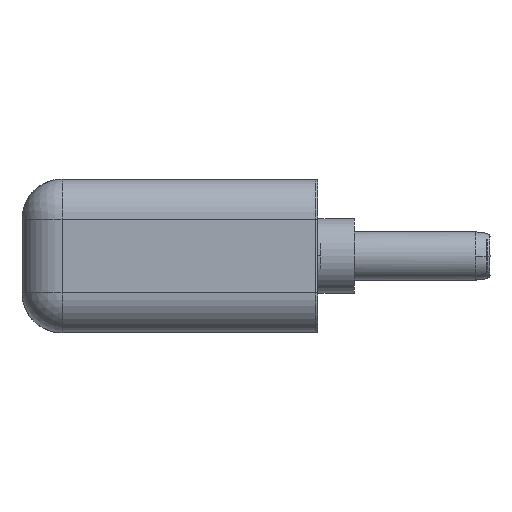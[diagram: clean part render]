
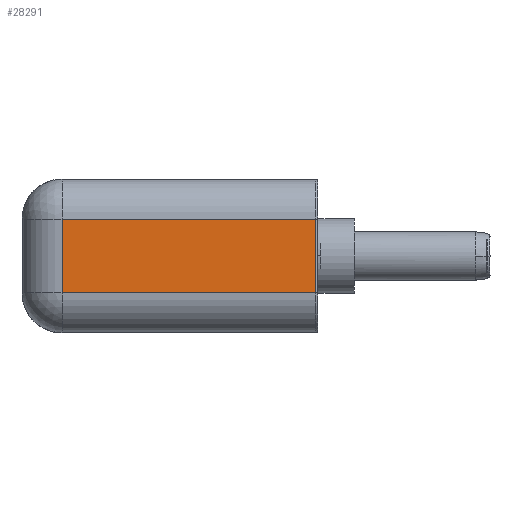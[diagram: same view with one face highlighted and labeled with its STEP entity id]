
A CAD part, left-side view. The second image highlights one B-rep face of the part: STEP entity #28291.
In plain terms, the highlighted planar face has unit normal (-1, 0, 0).
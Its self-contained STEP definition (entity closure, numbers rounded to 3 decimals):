
#4072=FACE_OUTER_BOUND('',#5740,.T.);
#5740=EDGE_LOOP('',(#25620,#25621,#25622,#25623));
#8368=LINE('',#49945,#11051);
#8372=LINE('',#49966,#11055);
#8426=LINE('',#54238,#11109);
#8427=LINE('',#54243,#11110);
#11051=VECTOR('',#35928,10.);
#11055=VECTOR('',#35954,10.);
#11109=VECTOR('',#36360,10.);
#11110=VECTOR('',#36369,10.);
#13447=VERTEX_POINT('',#49935);
#13449=VERTEX_POINT('',#49941);
#13456=VERTEX_POINT('',#49964);
#13700=VERTEX_POINT('',#54237);
#17253=EDGE_CURVE('',#13447,#13449,#8368,.T.);
#17264=EDGE_CURVE('',#13456,#13447,#8372,.T.);
#17675=EDGE_CURVE('',#13449,#13700,#8426,.T.);
#17678=EDGE_CURVE('',#13700,#13456,#8427,.T.);
#25620=ORIENTED_EDGE('',*,*,#17253,.F.);
#25621=ORIENTED_EDGE('',*,*,#17264,.F.);
#25622=ORIENTED_EDGE('',*,*,#17678,.F.);
#25623=ORIENTED_EDGE('',*,*,#17675,.F.);
#26662=PLANE('',#30183);
#28291=ADVANCED_FACE('',(#4072),#26662,.T.);
#30183=AXIS2_PLACEMENT_3D('',#54245,#36372,#36373);
#35928=DIRECTION('',(0.,0.,-1.));
#35954=DIRECTION('',(0.,-1.,0.));
#36360=DIRECTION('',(0.,1.,0.));
#36369=DIRECTION('',(0.,0.,1.));
#36372=DIRECTION('center_axis',(-1.,0.,0.));
#36373=DIRECTION('ref_axis',(0.,-1.,0.));
#49935=CARTESIAN_POINT('',(4.35,-4.85,5.04));
#49941=CARTESIAN_POINT('',(4.35,-4.85,1.38));
#49945=CARTESIAN_POINT('',(4.35,-4.85,-0.62));
#49964=CARTESIAN_POINT('',(4.35,7.79,5.04));
#49966=CARTESIAN_POINT('',(4.35,11.35,5.04));
#54237=CARTESIAN_POINT('',(4.35,7.79,1.38));
#54238=CARTESIAN_POINT('',(4.35,11.35,1.38));
#54243=CARTESIAN_POINT('',(4.35,7.79,-0.62));
#54245=CARTESIAN_POINT('Origin',(4.35,17.05,-0.62));
